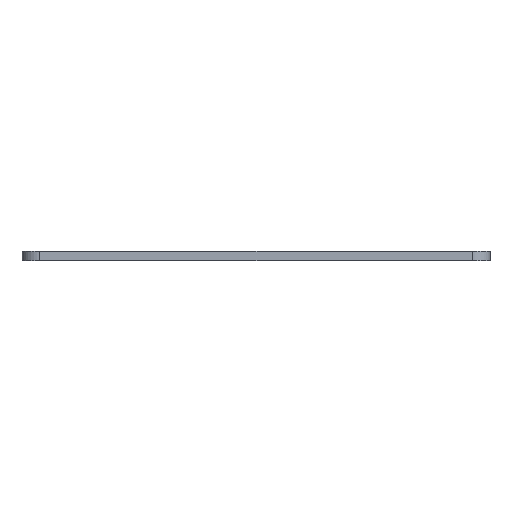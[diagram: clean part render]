
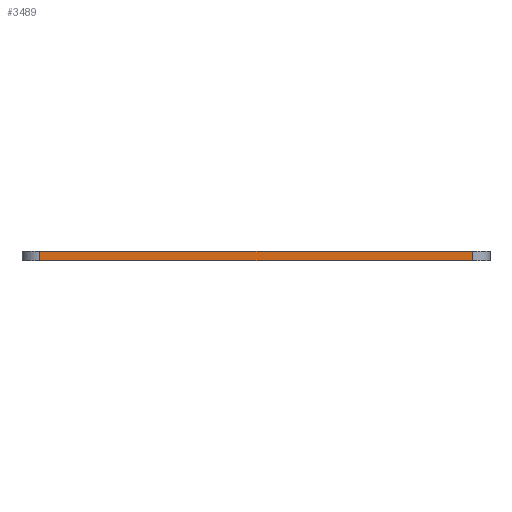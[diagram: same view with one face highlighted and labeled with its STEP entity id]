
A CAD part, left-side view. The second image highlights one B-rep face of the part: STEP entity #3489.
In plain terms, the highlighted planar face has unit normal (-1, 0, 0).
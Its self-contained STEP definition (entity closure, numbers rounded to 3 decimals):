
#163 = VERTEX_POINT('',#164);
#164 = CARTESIAN_POINT('',(85.852,-138.854,0.));
#171 = EDGE_CURVE('',#163,#172,#174,.T.);
#172 = VERTEX_POINT('',#173);
#173 = CARTESIAN_POINT('',(85.852,-64.854,0.));
#174 = LINE('',#175,#176);
#175 = CARTESIAN_POINT('',(85.852,-138.854,0.));
#176 = VECTOR('',#177,1.);
#177 = DIRECTION('',(0.,1.,0.));
#1821 = VERTEX_POINT('',#1822);
#1822 = CARTESIAN_POINT('',(85.852,-138.854,1.7));
#1829 = EDGE_CURVE('',#1821,#1830,#1832,.T.);
#1830 = VERTEX_POINT('',#1831);
#1831 = CARTESIAN_POINT('',(85.852,-64.854,1.7));
#1832 = LINE('',#1833,#1834);
#1833 = CARTESIAN_POINT('',(85.852,-138.854,1.7));
#1834 = VECTOR('',#1835,1.);
#1835 = DIRECTION('',(0.,1.,0.));
#3459 = EDGE_CURVE('',#172,#1830,#3460,.T.);
#3460 = LINE('',#3461,#3462);
#3461 = CARTESIAN_POINT('',(85.852,-64.854,0.));
#3462 = VECTOR('',#3463,1.);
#3463 = DIRECTION('',(0.,0.,1.));
#3489 = ADVANCED_FACE('',(#3490),#3501,.T.);
#3490 = FACE_BOUND('',#3491,.T.);
#3491 = EDGE_LOOP('',(#3492,#3498,#3499,#3500));
#3492 = ORIENTED_EDGE('',*,*,#3493,.T.);
#3493 = EDGE_CURVE('',#163,#1821,#3494,.T.);
#3494 = LINE('',#3495,#3496);
#3495 = CARTESIAN_POINT('',(85.852,-138.854,0.));
#3496 = VECTOR('',#3497,1.);
#3497 = DIRECTION('',(0.,0.,1.));
#3498 = ORIENTED_EDGE('',*,*,#1829,.T.);
#3499 = ORIENTED_EDGE('',*,*,#3459,.F.);
#3500 = ORIENTED_EDGE('',*,*,#171,.F.);
#3501 = PLANE('',#3502);
#3502 = AXIS2_PLACEMENT_3D('',#3503,#3504,#3505);
#3503 = CARTESIAN_POINT('',(85.852,-138.854,0.));
#3504 = DIRECTION('',(-1.,0.,0.));
#3505 = DIRECTION('',(0.,1.,0.));
